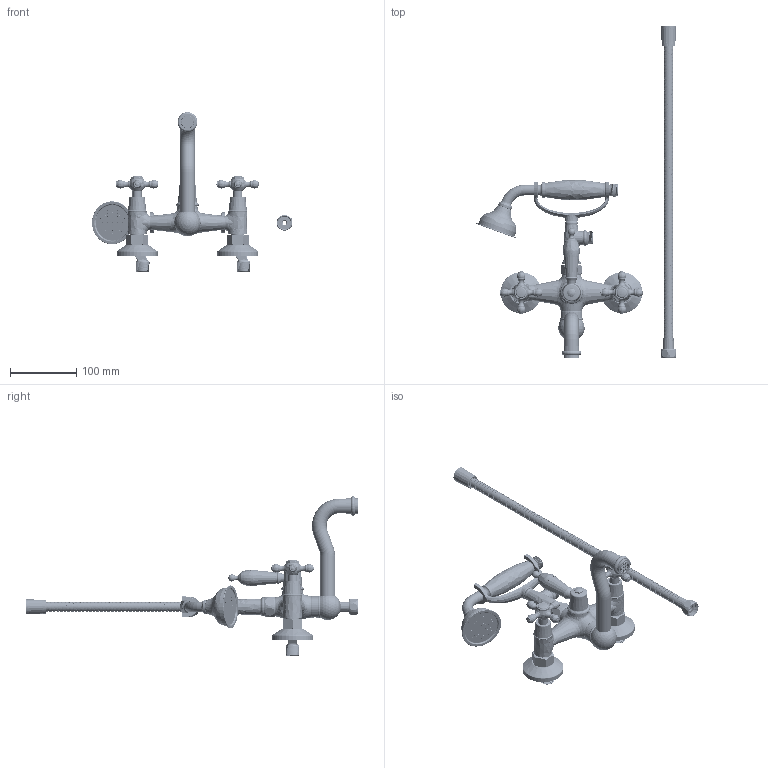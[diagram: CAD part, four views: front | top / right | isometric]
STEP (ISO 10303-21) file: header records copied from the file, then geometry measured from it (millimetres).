
FILE_DESCRIPTION((''),'2;1');
FILE_NAME('BATH_MIXER_1L438000CP-FEU12_ASM_ASM','2020-07-02T',('hzwu'),(''),'CREO PARAMETRIC BY PTC INC, 2015480','CREO PARAMETRIC BY PTC INC, 2015480','');
FILE_SCHEMA(('AUTOMOTIVE_DESIGN { 1 0 10303 214 1 1 1 1 }'));
Products named in the file (63): MSBR-61; MSBR-60; MSBR-59; MSBR-58; MSBR-57; MSBR-56; MSBR-55; MSBR-54; MSBR-53; MSBR-52; MSBR-51; MSBR-50; MSBR-49; MSBR-48; MSBR-47; MSBR-46; MSBR-45; MSBR-44; MSBR-43; MSBR-42; MSBR-41; MSBR-40; MSBR-39; MSBR-38; MSBR-37; MSBR-36; MSBR-35; MSBR-34; MSBR-33; MSBR-32; MSBR-31; MSBR-30; MSBR-29; MSBR-28; MSBR-27; MSBR-26; MSBR-25; MSBR-24; MSBR-23; MSBR-22 ...
Assembly tree (62 placements, depth 2):
  BATH_MIXER_1L438000CP-FEU12_ASM_ASM
    MSBR-61
    MSBR-60
    MSBR-59
    MSBR-58
    MSBR-57
    MSBR-56
    MSBR-55
    MSBR-54
    MSBR-53
    MSBR-52
    MSBR-51
    MSBR-50
    MSBR-49
    MSBR-48
    MSBR-47
    MSBR-46
    MSBR-45
    MSBR-44
    MSBR-43
    MSBR-42
    MSBR-41
    MSBR-40
    MSBR-39
    MSBR-38
    MSBR-37
    MSBR-36
    MSBR-35
    MSBR-34
    MSBR-33
    MSBR-32
    MSBR-31
    MSBR-30
    MSBR-29
    MSBR-28
    MSBR-27
    MSBR-26
    MSBR-25
    MSBR-24
    MSBR-23
    MSBR-22
    MSBR-21
    MSBR-20
    MSBR-19
    MSBR-18
    MSBR-17
    MSBR-16
    MSBR-15
    MSBR-14
    MSBR-13
    MSBR-12
    MSBR-11
    MSBR-10
    MSBR-9
    MSBR-8
    MSBR-7
    MSBR-6
    MSBR-5
    MSBR-4
    MSBR-3
Bounding box: 302.75 x 502.32 x 241.72 mm (x, y, z)
Volume: 586770.4 mm3; surface area: 292364.1 mm2
Topology: 62 solids, 62 shells, 5671 faces, 14825 edges, 9608 vertices
Faces by surface type: plane 2451, cylinder 1405, bspline 853, torus 381, cone 379, extrusion 129, sphere 65, revolution 8
Entity records: 299876 total; most frequent: CARTESIAN_POINT 148184, ORIENTED_EDGE 29562, DIRECTION 24642, EDGE_CURVE 14781, VERTEX_POINT 9608, AXIS2_PLACEMENT_3D 8564, VECTOR 7506, LINE 7377
